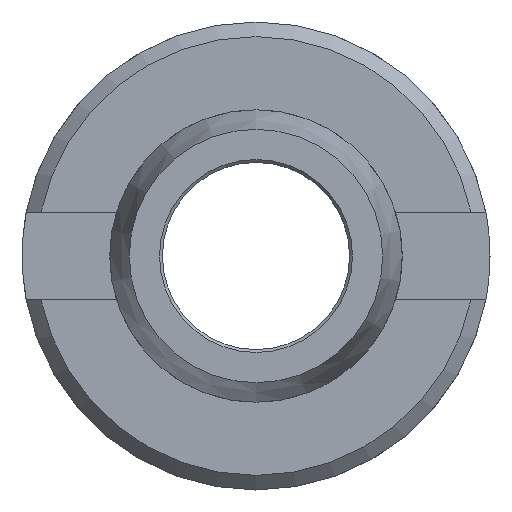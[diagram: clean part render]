
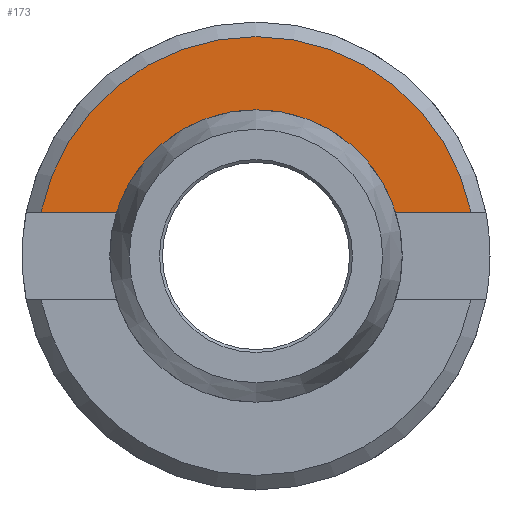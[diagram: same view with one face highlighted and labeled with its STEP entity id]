
A CAD part, left-side view. The second image highlights one B-rep face of the part: STEP entity #173.
In plain terms, the highlighted planar face has unit normal (-1, 0, 0).
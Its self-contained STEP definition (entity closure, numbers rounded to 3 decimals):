
#173 = ADVANCED_FACE( '', ( #314 ), #315, .F. );
#314 = FACE_OUTER_BOUND( '', #448, .T. );
#315 = PLANE( '', #449 );
#448 = EDGE_LOOP( '', ( #631, #632, #633, #634 ) );
#449 = AXIS2_PLACEMENT_3D( '', #635, #636, #637 );
#631 = ORIENTED_EDGE( '', *, *, #794, .T. );
#632 = ORIENTED_EDGE( '', *, *, #797, .T. );
#633 = ORIENTED_EDGE( '', *, *, #779, .T. );
#634 = ORIENTED_EDGE( '', *, *, #801, .F. );
#635 = CARTESIAN_POINT( '', ( -9.5, 0., 8. ) );
#636 = DIRECTION( '', ( 1., 0., 0. ) );
#637 = DIRECTION( '', ( 0., 0., -1. ) );
#779 = EDGE_CURVE( '', #891, #889, #892, .T. );
#794 = EDGE_CURVE( '', #909, #913, #915, .T. );
#797 = EDGE_CURVE( '', #913, #891, #918, .F. );
#801 = EDGE_CURVE( '', #909, #889, #923, .T. );
#889 = VERTEX_POINT( '', #1024 );
#891 = VERTEX_POINT( '', #1027 );
#892 = LINE( '', #1028, #1029 );
#909 = VERTEX_POINT( '', #1054 );
#913 = VERTEX_POINT( '', #1060 );
#915 = LINE( '', #1065, #1066 );
#918 = CIRCLE( '', #1069, 7.5 );
#923 = CIRCLE( '', #1074, 5. );
#1024 = CARTESIAN_POINT( '', ( -9.5, 1.5, -4.77 ) );
#1027 = CARTESIAN_POINT( '', ( -9.5, 1.5, -7.348 ) );
#1028 = CARTESIAN_POINT( '', ( -9.5, 1.5, -10. ) );
#1029 = VECTOR( '', #1159, 1000. );
#1054 = CARTESIAN_POINT( '', ( -9.5, 1.5, 4.77 ) );
#1060 = CARTESIAN_POINT( '', ( -9.5, 1.5, 7.348 ) );
#1065 = CARTESIAN_POINT( '', ( -9.5, 1.5, -10. ) );
#1066 = VECTOR( '', #1173, 1000. );
#1069 = AXIS2_PLACEMENT_3D( '', #1177, #1178, #1179 );
#1074 = AXIS2_PLACEMENT_3D( '', #1183, #1184, #1185 );
#1159 = DIRECTION( '', ( 0., 0., 1. ) );
#1173 = DIRECTION( '', ( 0., 0., 1. ) );
#1177 = CARTESIAN_POINT( '', ( -9.5, 0., 0. ) );
#1178 = DIRECTION( '', ( 1., 0., 0. ) );
#1179 = DIRECTION( '', ( 0., 0., -1. ) );
#1183 = CARTESIAN_POINT( '', ( -9.5, 0., 0. ) );
#1184 = DIRECTION( '', ( -1., 0., 0. ) );
#1185 = DIRECTION( '', ( 0., 0., 1. ) );
